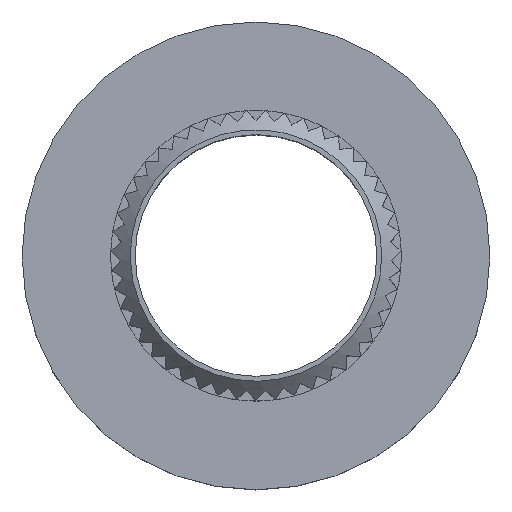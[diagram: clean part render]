
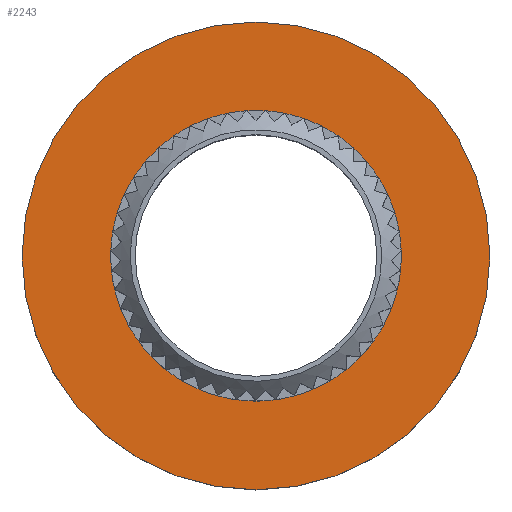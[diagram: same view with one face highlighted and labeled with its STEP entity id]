
A CAD part, top view. The second image highlights one B-rep face of the part: STEP entity #2243.
In plain terms, the highlighted planar face has unit normal (0, 0, 1).
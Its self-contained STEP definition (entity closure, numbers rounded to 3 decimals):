
#171 = CARTESIAN_POINT ( 'NONE',  ( 3.725, 0., 0. ) ) ;
#264 = CARTESIAN_POINT ( 'NONE',  ( 0., 0., 0. ) ) ;
#379 = CARTESIAN_POINT ( 'NONE',  ( 0., 0., 0. ) ) ;
#525 = PLANE ( 'NONE',  #3341 ) ;
#582 = CIRCLE ( 'NONE', #3212, 6. ) ;
#638 = DIRECTION ( 'NONE',  ( 1., 0., 0. ) ) ;
#796 = DIRECTION ( 'NONE',  ( 1., 0., 0. ) ) ;
#1071 = VERTEX_POINT ( 'NONE', #2290 ) ;
#1316 = DIRECTION ( 'NONE',  ( 1., 0., 0. ) ) ;
#1321 = CIRCLE ( 'NONE', #1410, 3.725 ) ;
#1410 = AXIS2_PLACEMENT_3D ( 'NONE', #3423, #1816, #1316 ) ;
#1486 = ORIENTED_EDGE ( 'NONE', *, *, #2614, .T. ) ;
#1488 = ORIENTED_EDGE ( 'NONE', *, *, #1804, .F. ) ;
#1804 = EDGE_CURVE ( 'NONE', #3195, #3195, #1321, .T. ) ;
#1816 = DIRECTION ( 'NONE',  ( 0., 0., 1. ) ) ;
#1835 = EDGE_LOOP ( 'NONE', ( #1486 ) ) ;
#2057 = FACE_OUTER_BOUND ( 'NONE', #1835, .T. ) ;
#2190 = EDGE_LOOP ( 'NONE', ( #1488 ) ) ;
#2230 = DIRECTION ( 'NONE',  ( 0., 0., 1. ) ) ;
#2243 = ADVANCED_FACE ( 'NONE', ( #2057, #2761 ), #525, .T. ) ;
#2290 = CARTESIAN_POINT ( 'NONE',  ( 6., 0., 0. ) ) ;
#2384 = DIRECTION ( 'NONE',  ( 0., 0., 1. ) ) ;
#2614 = EDGE_CURVE ( 'NONE', #1071, #1071, #582, .T. ) ;
#2761 = FACE_BOUND ( 'NONE', #2190, .T. ) ;
#3195 = VERTEX_POINT ( 'NONE', #171 ) ;
#3212 = AXIS2_PLACEMENT_3D ( 'NONE', #379, #2230, #638 ) ;
#3341 = AXIS2_PLACEMENT_3D ( 'NONE', #264, #2384, #796 ) ;
#3423 = CARTESIAN_POINT ( 'NONE',  ( 0., 0., 0. ) ) ;
